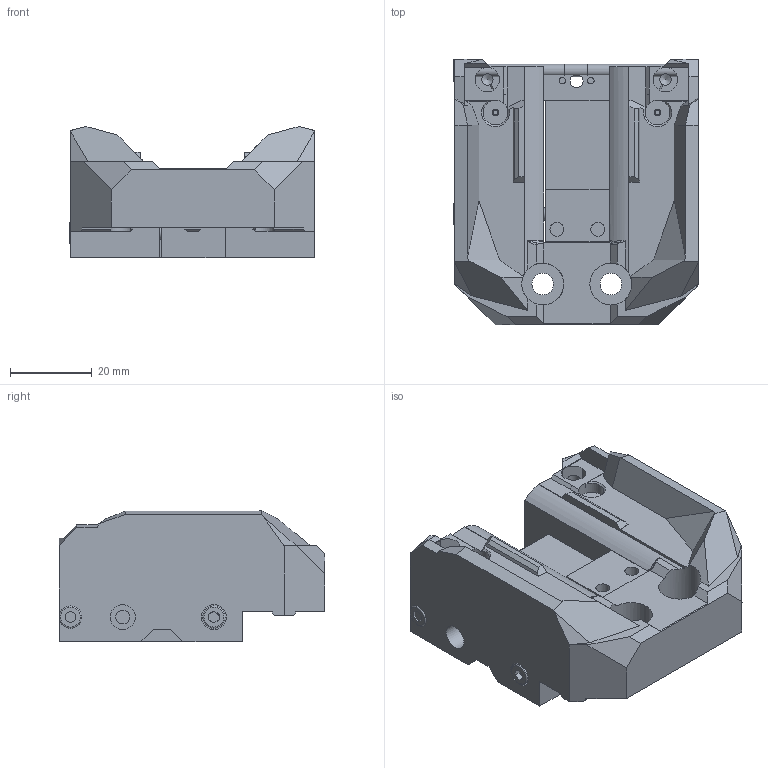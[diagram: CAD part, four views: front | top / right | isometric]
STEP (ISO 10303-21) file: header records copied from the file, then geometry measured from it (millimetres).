
FILE_DESCRIPTION(/* description */ (''),/* implementation_level */ '2;1');
FILE_NAME(/* name */ 'Crabby One Short (1).step',/* time_stamp */ '2025-04-15T18:51:56+02:00',/* author */ (''),/* organization */ (''),/* preprocessor_version */ 'ST-DEVELOPER v20.1',/* originating_system */ 'Autodesk Translation Framework v14.4.0.0',/* authorisation */ '');
FILE_SCHEMA (('AUTOMOTIVE_DESIGN { 1 0 10303 214 3 1 1 }'));
Length unit declared in the file: millimetre
Products named in the file (6): Crabby One Short (1); Screws (1); M3x30 SHCS (1) (1) (1); Short Spring Steel; Base (5) (1); Clamp (1)
Assembly tree (8 placements, depth 3):
  Crabby One Short (1)
    Screws (1)
      M3x30 SHCS (1) (1) (1)  x4
    Short Spring Steel
      Base (5) (1)
      Clamp (1)
Bounding box: 60 x 65.16 x 32.14 mm (x, y, z)
Volume: 72424.4 mm3; surface area: 23700.8 mm2
Topology: 7 solids, 7 shells, 329 faces, 882 edges, 584 vertices
Faces by surface type: plane 224, cylinder 61, cone 29, torus 10, bspline 5
Full cylindrical faces by diameter (mm): 1.2 x2, 1.6 x2, 2.8 x2, 3 x4, 3.2 x5, 3.4 x6, 4.7 x9, 5.3 x2, 5.5 x4, 6.1 x6, 6.2 x4, 10.3 x2
Entity records: 9390 total; most frequent: CARTESIAN_POINT 1929, ORIENTED_EDGE 1546, DIRECTION 1505, EDGE_CURVE 773, VERTEX_POINT 515, LINE 503, VECTOR 503, AXIS2_PLACEMENT_3D 501
